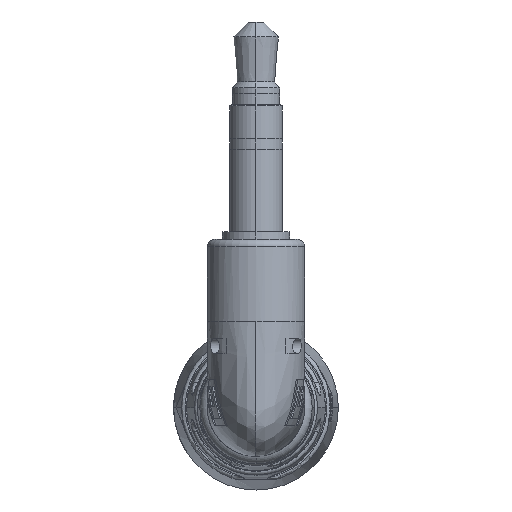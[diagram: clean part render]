
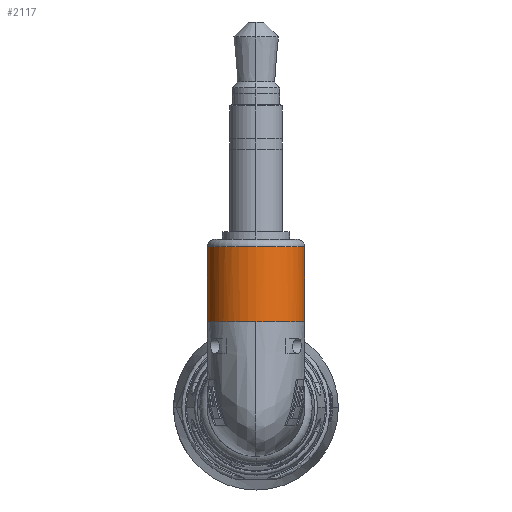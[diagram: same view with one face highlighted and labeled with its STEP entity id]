
A CAD part, left-side view. The second image highlights one B-rep face of the part: STEP entity #2117.
In plain terms, the highlighted cylindrical face has radius 3.25 mm (diameter 6.5 mm), a partial arc.
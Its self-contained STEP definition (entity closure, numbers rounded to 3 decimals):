
#566 = ORIENTED_EDGE ( 'NONE', *, *, #2897, .T. ) ;
#699 = CARTESIAN_POINT ( 'NONE',  ( 0., 0., 8. ) ) ;
#1632 = CARTESIAN_POINT ( 'NONE',  ( 2.358, 2.358, 8. ) ) ;
#1929 = CARTESIAN_POINT ( 'NONE',  ( 3.25, 0., 8. ) ) ;
#2117 = ADVANCED_FACE ( 'NONE', ( #39478 ), #21132, .T. ) ;
#2307 = CIRCLE ( 'NONE', #35293, 3.25 ) ;
#2897 = EDGE_CURVE ( 'NONE', #5119, #23276, #2307, .T. ) ;
#3972 = ORIENTED_EDGE ( 'NONE', *, *, #6207, .F. ) ;
#4263 = DIRECTION ( 'NONE',  ( 0., 0., -1. ) ) ;
#5074 = CARTESIAN_POINT ( 'NONE',  ( 0.425, 3.25, 8. ) ) ;
#5119 = VERTEX_POINT ( 'NONE', #24171 ) ;
#5792 = CARTESIAN_POINT ( 'NONE',  ( 0., 3.25, 8. ) ) ;
#6086 = VECTOR ( 'NONE', #34433, 1000. ) ;
#6207 = EDGE_CURVE ( 'NONE', #6780, #42812, #18289, .T. ) ;
#6780 = VERTEX_POINT ( 'NONE', #13719 ) ;
#6894 = CARTESIAN_POINT ( 'NONE',  ( 3.25, 0., 8. ) ) ;
#8819 = CARTESIAN_POINT ( 'NONE',  ( -3.081, 1.276, 8. ) ) ;
#8832 = CARTESIAN_POINT ( 'NONE',  ( 3.25, 0.425, 8. ) ) ;
#9806 = EDGE_CURVE ( 'NONE', #42812, #23276, #13164, .T. ) ;
#10377 = VERTEX_POINT ( 'NONE', #6894 ) ;
#12159 = DIRECTION ( 'NONE',  ( 0., 0., -1. ) ) ;
#12301 = CARTESIAN_POINT ( 'NONE',  ( 1.276, 3.081, 8. ) ) ;
#12436 = CARTESIAN_POINT ( 'NONE',  ( -3.25, 0., 8. ) ) ;
#13164 = LINE ( 'NONE', #19362, #40612 ) ;
#13623 = DIRECTION ( 'NONE',  ( 1., 0., 0. ) ) ;
#13719 = CARTESIAN_POINT ( 'NONE',  ( 0., 3.25, 8. ) ) ;
#14716 = ORIENTED_EDGE ( 'NONE', *, *, #9806, .F. ) ;
#18289 = B_SPLINE_CURVE_WITH_KNOTS ( 'NONE', 3,
 ( #5792, #43149, #36504, #32735, #8819, #32887, #12436 ),
 .UNSPECIFIED., .F., .F.,
 ( 4, 1, 1, 1, 4 ),
 ( 0., 0.063, 0.125, 0.187, 0.25 ),
 .UNSPECIFIED. ) ;
#18460 = CARTESIAN_POINT ( 'NONE',  ( 0., 3.25, 8. ) ) ;
#19362 = CARTESIAN_POINT ( 'NONE',  ( -3.25, 0., 8. ) ) ;
#21132 = CYLINDRICAL_SURFACE ( 'NONE', #34701, 3.25 ) ;
#23276 = VERTEX_POINT ( 'NONE', #26081 ) ;
#24133 = CARTESIAN_POINT ( 'NONE',  ( 0., 0., 3. ) ) ;
#24171 = CARTESIAN_POINT ( 'NONE',  ( 3.25, 0., 3. ) ) ;
#26081 = CARTESIAN_POINT ( 'NONE',  ( -3.25, 0., 3. ) ) ;
#27074 = LINE ( 'NONE', #27828, #6086 ) ;
#27311 = DIRECTION ( 'NONE',  ( 0., 0., 1. ) ) ;
#27828 = CARTESIAN_POINT ( 'NONE',  ( 3.25, 0., 8. ) ) ;
#28346 = DIRECTION ( 'NONE',  ( -1., 0., 0. ) ) ;
#32441 = CARTESIAN_POINT ( 'NONE',  ( -3.25, 0., 8. ) ) ;
#32735 = CARTESIAN_POINT ( 'NONE',  ( -2.358, 2.358, 8. ) ) ;
#32887 = CARTESIAN_POINT ( 'NONE',  ( -3.25, 0.425, 8. ) ) ;
#34265 = B_SPLINE_CURVE_WITH_KNOTS ( 'NONE', 3,
 ( #1929, #8832, #42565, #1632, #12301, #5074, #18460 ),
 .UNSPECIFIED., .F., .F.,
 ( 4, 1, 1, 1, 4 ),
 ( 0.75, 0.813, 0.875, 0.938, 1. ),
 .UNSPECIFIED. ) ;
#34433 = DIRECTION ( 'NONE',  ( 0., 0., -1. ) ) ;
#34539 = ORIENTED_EDGE ( 'NONE', *, *, #35122, .T. ) ;
#34701 = AXIS2_PLACEMENT_3D ( 'NONE', #699, #4263, #28346 ) ;
#35122 = EDGE_CURVE ( 'NONE', #10377, #5119, #27074, .T. ) ;
#35293 = AXIS2_PLACEMENT_3D ( 'NONE', #24133, #27311, #13623 ) ;
#36377 = EDGE_CURVE ( 'NONE', #10377, #6780, #34265, .T. ) ;
#36504 = CARTESIAN_POINT ( 'NONE',  ( -1.276, 3.081, 8. ) ) ;
#38147 = EDGE_LOOP ( 'NONE', ( #40377, #34539, #566, #14716, #3972 ) ) ;
#39478 = FACE_OUTER_BOUND ( 'NONE', #38147, .T. ) ;
#40377 = ORIENTED_EDGE ( 'NONE', *, *, #36377, .F. ) ;
#40612 = VECTOR ( 'NONE', #12159, 1000. ) ;
#42565 = CARTESIAN_POINT ( 'NONE',  ( 3.081, 1.276, 8. ) ) ;
#42812 = VERTEX_POINT ( 'NONE', #32441 ) ;
#43149 = CARTESIAN_POINT ( 'NONE',  ( -0.425, 3.25, 8. ) ) ;
